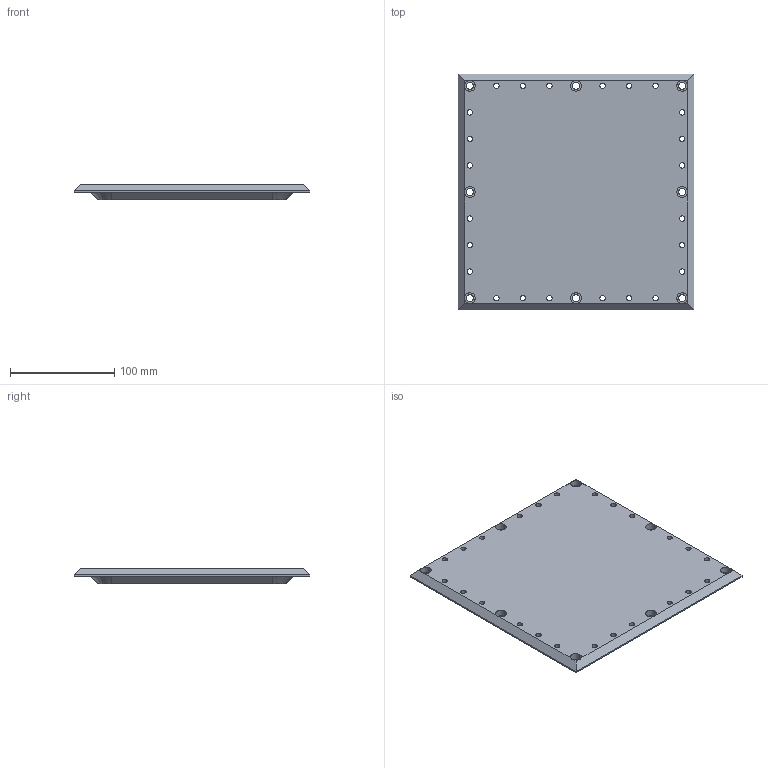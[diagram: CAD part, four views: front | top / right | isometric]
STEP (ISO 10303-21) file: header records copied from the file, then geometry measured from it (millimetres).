
FILE_DESCRIPTION (( 'STEP AP203' ), '1' );
FILE_NAME ('P109591.step', '2022-06-01T20:13:30', ( '' ), ( '' ), 'SwSTEP 2.0', 'SolidWorks 2021', '' );
FILE_SCHEMA (( 'CONFIG_CONTROL_DESIGN' ));
Length unit declared in the file: inch
Products named in the file (1): P109591
Bounding box: 225.55 x 225.55 x 15.24 mm (x, y, z)
Surface area: 110941.2 mm2 (no closed solid volume)
Topology: 0 solids, 6 shells, 188 faces, 757 edges, 561 vertices
Faces by surface type: cylinder 84, plane 84, bspline 16, cone 4
Entity records: 10342 total; most frequent: CARTESIAN_POINT 4129, ORIENTED_EDGE 1207, DIRECTION 1141, EDGE_CURVE 757, VERTEX_POINT 561, LINE 439, VECTOR 439, AXIS2_PLACEMENT_3D 351
